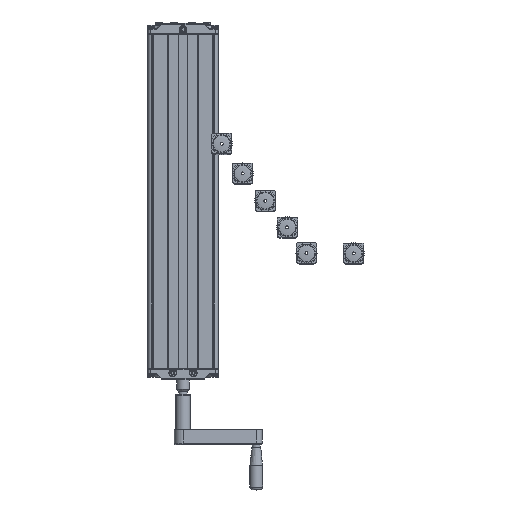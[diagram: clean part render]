
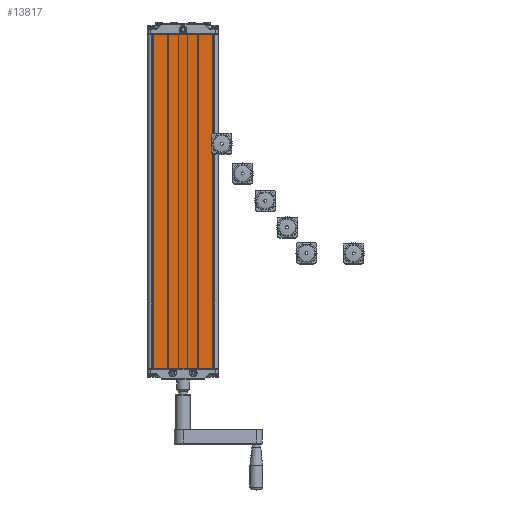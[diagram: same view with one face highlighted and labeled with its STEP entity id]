
A CAD part, top view. The second image highlights one B-rep face of the part: STEP entity #13817.
In plain terms, the highlighted planar face has unit normal (0, 0, 1).
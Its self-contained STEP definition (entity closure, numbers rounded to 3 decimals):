
#2091=FACE_OUTER_BOUND('',#2955,.T.);
#2955=EDGE_LOOP('',(#9277,#9278,#9279,#9280));
#3891=LINE('',#21745,#4873);
#3892=LINE('',#21747,#4874);
#3893=LINE('',#21749,#4875);
#3894=LINE('',#21750,#4876);
#4873=VECTOR('',#17027,569.5);
#4874=VECTOR('',#17028,108.);
#4875=VECTOR('',#17029,569.5);
#4876=VECTOR('',#17030,108.);
#5855=VERTEX_POINT('',#21743);
#5856=VERTEX_POINT('',#21744);
#5857=VERTEX_POINT('',#21746);
#5858=VERTEX_POINT('',#21748);
#7158=EDGE_CURVE('',#5855,#5856,#3891,.F.);
#7159=EDGE_CURVE('',#5856,#5857,#3892,.T.);
#7160=EDGE_CURVE('',#5857,#5858,#3893,.T.);
#7161=EDGE_CURVE('',#5858,#5855,#3894,.F.);
#9277=ORIENTED_EDGE('',*,*,#7158,.T.);
#9278=ORIENTED_EDGE('',*,*,#7159,.T.);
#9279=ORIENTED_EDGE('',*,*,#7160,.T.);
#9280=ORIENTED_EDGE('',*,*,#7161,.T.);
#13515=PLANE('',#15153);
#13817=ADVANCED_FACE('',(#2091),#13515,.T.);
#15153=AXIS2_PLACEMENT_3D('',#21742,#17025,#17026);
#17025=DIRECTION('center_axis',(0.,0.,1.));
#17026=DIRECTION('ref_axis',(1.,0.,0.));
#17027=DIRECTION('',(0.,-1.,0.));
#17028=DIRECTION('',(-1.,0.,0.));
#17029=DIRECTION('',(0.,-1.,0.));
#17030=DIRECTION('',(-1.,0.,0.));
#21742=CARTESIAN_POINT('Origin',(60.,570.5,30.));
#21743=CARTESIAN_POINT('',(54.,0.5,30.));
#21744=CARTESIAN_POINT('',(54.,570.,30.));
#21745=CARTESIAN_POINT('',(54.,570.,30.));
#21746=CARTESIAN_POINT('',(-54.,570.,30.));
#21747=CARTESIAN_POINT('',(54.,570.,30.));
#21748=CARTESIAN_POINT('',(-54.,0.5,30.));
#21749=CARTESIAN_POINT('',(-54.,570.,30.));
#21750=CARTESIAN_POINT('',(54.,0.5,30.));
